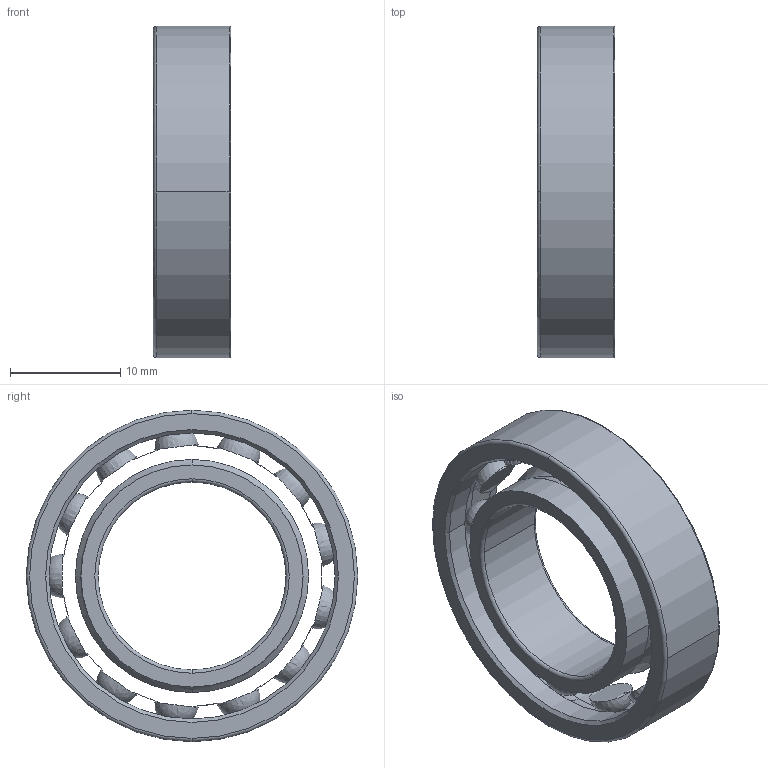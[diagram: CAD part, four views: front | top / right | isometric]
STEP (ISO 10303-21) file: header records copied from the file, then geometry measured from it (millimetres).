
FILE_DESCRIPTION(('STEP AP214'),'1');
FILE_NAME('71903_ce_hcp4a.stp','2025-03-14T07:22:35',('TraceParts'),('TraceParts S.A.'),'Spatial InterOp 3D',' ',' ');
FILE_SCHEMA(('AUTOMOTIVE_DESIGN { 1 0 10303 214 1 1 1 1 }'));
Length unit declared in the file: millimetre
Products named in the file (1): 71903_ce_hcp4a_1
Bounding box: 7 x 30 x 30 mm (x, y, z)
Volume: 2061.4 mm3; surface area: 3214.2 mm2
Topology: 3 solids, 3 shells, 84 faces, 236 edges, 130 vertices
Faces by surface type: torus 40, sphere 26, cylinder 10, cone 4, plane 4
Entity records: 3217 total; most frequent: CARTESIAN_POINT 1285, DIRECTION 424, ORIENTED_EDGE 368, AXIS2_PLACEMENT_3D 205, EDGE_CURVE 184, VERTEX_POINT 130, CIRCLE 118, EDGE_LOOP 114
